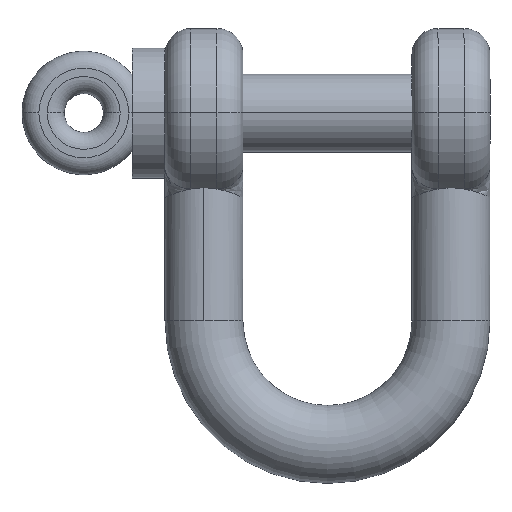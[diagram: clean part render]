
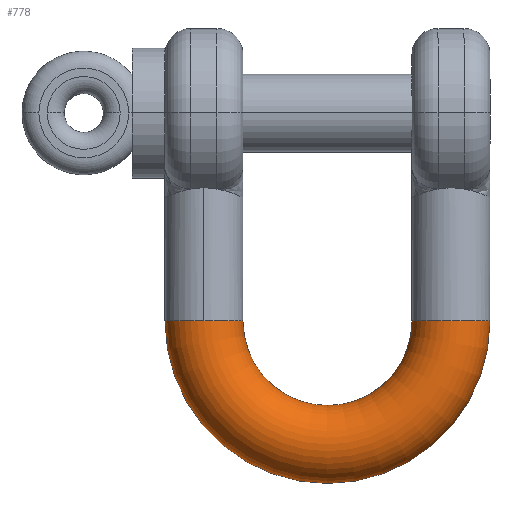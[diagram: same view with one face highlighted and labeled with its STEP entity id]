
A CAD part, top view. The second image highlights one B-rep face of the part: STEP entity #778.
In plain terms, the highlighted toroidal (fillet/blend) face has major radius 9.5 mm and minor radius 3 mm.
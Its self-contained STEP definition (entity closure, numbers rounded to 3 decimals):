
#1 = VERTEX_POINT ( 'NONE', #818 ) ;
#8 = EDGE_CURVE ( 'NONE', #16, #12, #866, .T. ) ;
#12 = VERTEX_POINT ( 'NONE', #856 ) ;
#14 = VERTEX_POINT ( 'NONE', #915 ) ;
#16 = VERTEX_POINT ( 'NONE', #914 ) ;
#223 = EDGE_CURVE ( 'NONE', #14, #1, #900, .T. ) ;
#643 = EDGE_CURVE ( 'NONE', #1620, #1, #1533, .T. ) ;
#676 = ORIENTED_EDGE ( 'NONE', *, *, #223, .T. ) ;
#677 = ORIENTED_EDGE ( 'NONE', *, *, #643, .F. ) ;
#699 = EDGE_LOOP ( 'NONE', ( #727, #728, #676, #677, #709 ) ) ;
#709 = ORIENTED_EDGE ( 'NONE', *, *, #710, .F. ) ;
#710 = EDGE_CURVE ( 'NONE', #12, #1620, #1733, .T. ) ;
#727 = ORIENTED_EDGE ( 'NONE', *, *, #8, .F. ) ;
#728 = ORIENTED_EDGE ( 'NONE', *, *, #735, .T. ) ;
#735 = EDGE_CURVE ( 'NONE', #16, #14, #1845, .T. ) ;
#778 = ADVANCED_FACE ( 'NONE', ( #1932 ), #1931, .T. ) ;
#818 = CARTESIAN_POINT ( 'NONE',  ( -6.5, -16., 0. ) ) ;
#856 = CARTESIAN_POINT ( 'NONE',  ( -12.5, -16., 0. ) ) ;
#863 = DIRECTION ( 'NONE',  ( -1., 0., 0. ) ) ;
#864 = DIRECTION ( 'NONE',  ( 0., 0., -1. ) ) ;
#865 = AXIS2_PLACEMENT_3D ( 'NONE', #871, #864, #863 ) ;
#866 = CIRCLE ( 'NONE', #865, 12.5 ) ;
#871 = CARTESIAN_POINT ( 'NONE',  ( 0., -16., 0. ) ) ;
#896 = DIRECTION ( 'NONE',  ( -1., 0., 0. ) ) ;
#897 = DIRECTION ( 'NONE',  ( 0., 0., -1. ) ) ;
#898 = CARTESIAN_POINT ( 'NONE',  ( 0., -16., 0. ) ) ;
#899 = AXIS2_PLACEMENT_3D ( 'NONE', #898, #897, #896 ) ;
#900 = CIRCLE ( 'NONE', #899, 6.5 ) ;
#914 = CARTESIAN_POINT ( 'NONE',  ( 12.5, -16., 0. ) ) ;
#915 = CARTESIAN_POINT ( 'NONE',  ( 6.5, -16., 0. ) ) ;
#1529 = DIRECTION ( 'NONE',  ( 0., 0., 1. ) ) ;
#1530 = DIRECTION ( 'NONE',  ( 0., 1., 0. ) ) ;
#1531 = CARTESIAN_POINT ( 'NONE',  ( -9.5, -16., 0. ) ) ;
#1532 = AXIS2_PLACEMENT_3D ( 'NONE', #1531, #1530, #1529 ) ;
#1533 = CIRCLE ( 'NONE', #1532, 3. ) ;
#1620 = VERTEX_POINT ( 'NONE', #2251 ) ;
#1729 = DIRECTION ( 'NONE',  ( 0., 0., 1. ) ) ;
#1730 = DIRECTION ( 'NONE',  ( 0., 1., 0. ) ) ;
#1731 = CARTESIAN_POINT ( 'NONE',  ( -9.5, -16., 0. ) ) ;
#1732 = AXIS2_PLACEMENT_3D ( 'NONE', #1731, #1730, #1729 ) ;
#1733 = CIRCLE ( 'NONE', #1732, 3. ) ;
#1841 = DIRECTION ( 'NONE',  ( 0., 0., 1. ) ) ;
#1842 = DIRECTION ( 'NONE',  ( 0., -1., 0. ) ) ;
#1843 = CARTESIAN_POINT ( 'NONE',  ( 9.5, -16., 0. ) ) ;
#1844 = AXIS2_PLACEMENT_3D ( 'NONE', #1843, #1842, #1841 ) ;
#1845 = CIRCLE ( 'NONE', #1844, 3. ) ;
#1927 = DIRECTION ( 'NONE',  ( -1., 0., 0. ) ) ;
#1928 = DIRECTION ( 'NONE',  ( 0., 0., -1. ) ) ;
#1929 = CARTESIAN_POINT ( 'NONE',  ( 0., -16., 0. ) ) ;
#1930 = AXIS2_PLACEMENT_3D ( 'NONE', #1929, #1928, #1927 ) ;
#1931 = TOROIDAL_SURFACE ( 'NONE', #1930, 9.5, 3. ) ;
#1932 = FACE_OUTER_BOUND ( 'NONE', #699, .T. ) ;
#2251 = CARTESIAN_POINT ( 'NONE',  ( -9.5, -16., 3. ) ) ;
